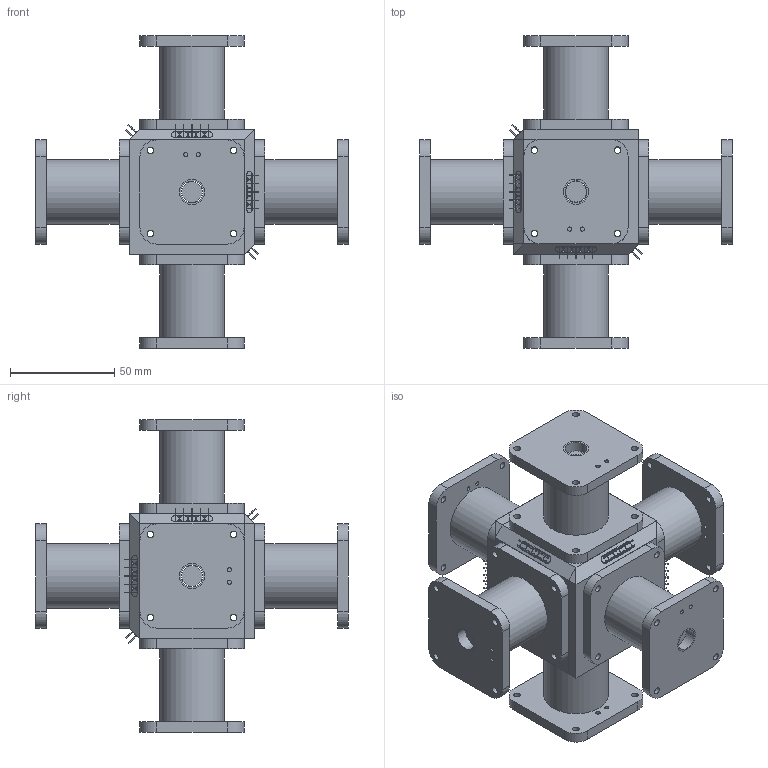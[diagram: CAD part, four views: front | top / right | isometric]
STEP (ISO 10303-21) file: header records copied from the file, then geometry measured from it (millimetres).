
FILE_DESCRIPTION(/* description */ (''),/* implementation_level */ '2;1');
FILE_NAME(/* name */ 'MagLev.step',/* time_stamp */ '2023-05-08T12:44:24+02:00',/* author */ (''),/* organization */ (''),/* preprocessor_version */ 'ST-DEVELOPER v19.2',/* originating_system */ 'Autodesk Translation Framework v12.4.0.73',/* authorisation */ '');
FILE_SCHEMA (('AUTOMOTIVE_DESIGN { 1 0 10303 214 3 1 1 }'));
Length unit declared in the file: millimetre
Products named in the file (14): 3DOF prototype; Coils; Coil; Chamber; Ball; Y_LEDS; Led_3mm_Branco_Transparente v1 v1; Led_3mm_Phototransistor; Z_LEDS; Led_3mm_Branco_Transparente v1 v1 (1); Led_3mm_Phototransistor (1); X_LEDS; Led_3mm_Branco_Transparente v1 v1 (2); Led_3mm_Phototransistor (2)
Assembly tree (42 placements, depth 3):
  3DOF prototype
    Coils
      Coil  x6
    Chamber
    Ball
    Y_LEDS
      Led_3mm_Branco_Transparente v1 v1  x5
      Led_3mm_Phototransistor  x5
    Z_LEDS
      Led_3mm_Branco_Transparente v1 v1 (1)  x5
      Led_3mm_Phototransistor (1)  x5
    X_LEDS
      Led_3mm_Branco_Transparente v1 v1 (2)  x5
      Led_3mm_Phototransistor (2)  x5
Bounding box: 150 x 150 x 150 mm (x, y, z)
Volume: 382028 mm3; surface area: 178844.2 mm2
Topology: 118 solids, 118 shells, 2077 faces, 5401 edges, 3596 vertices
Faces by surface type: plane 1624, cylinder 422, bspline 30, sphere 1
Full cylindrical faces by diameter (mm): 2 x12, 3 x60, 3.2 x72, 10 x6, 10.5 x6, 12 x12, 13 x12, 15 x6, 31 x6
Entity records: 17389 total; most frequent: CARTESIAN_POINT 3128, DIRECTION 2847, ORIENTED_EDGE 2752, EDGE_CURVE 1376, LINE 1041, VECTOR 1041, VERTEX_POINT 914, AXIS2_PLACEMENT_3D 903
